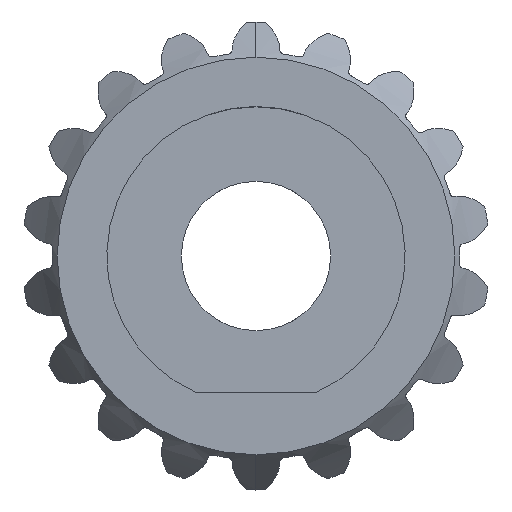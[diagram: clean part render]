
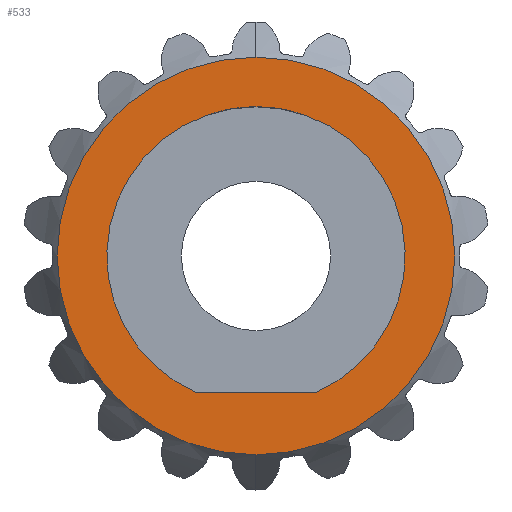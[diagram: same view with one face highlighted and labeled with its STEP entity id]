
A CAD part, left-side view. The second image highlights one B-rep face of the part: STEP entity #533.
In plain terms, the highlighted planar face has unit normal (-1, 0, 0).
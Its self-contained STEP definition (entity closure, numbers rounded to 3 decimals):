
#27 = EDGE_CURVE ( 'NONE', #1166, #3359, #6939, .T. ) ;
#127 = VERTEX_POINT ( 'NONE', #2984 ) ;
#533 = ADVANCED_FACE ( 'NONE', ( #2186, #1626 ), #6135, .F. ) ;
#839 = LINE ( 'NONE', #1625, #6808 ) ;
#848 = EDGE_CURVE ( 'NONE', #3035, #127, #2631, .T. ) ;
#1166 = VERTEX_POINT ( 'NONE', #3626 ) ;
#1308 = AXIS2_PLACEMENT_3D ( 'NONE', #6602, #3008, #1739 ) ;
#1625 = CARTESIAN_POINT ( 'NONE',  ( 0., -2.398, -5.5 ) ) ;
#1626 = FACE_OUTER_BOUND ( 'NONE', #6440, .T. ) ;
#1648 = DIRECTION ( 'NONE',  ( 0., 0., 1. ) ) ;
#1739 = DIRECTION ( 'NONE',  ( 0., 0., -1. ) ) ;
#2186 = FACE_BOUND ( 'NONE', #6971, .T. ) ;
#2303 = EDGE_CURVE ( 'NONE', #127, #3035, #3176, .T. ) ;
#2345 = EDGE_CURVE ( 'NONE', #1166, #3359, #839, .T. ) ;
#2427 = AXIS2_PLACEMENT_3D ( 'NONE', #7674, #4619, #1648 ) ;
#2568 = CARTESIAN_POINT ( 'NONE',  ( 0., 0., 0. ) ) ;
#2631 = CIRCLE ( 'NONE', #6063, 7.998 ) ;
#2984 = CARTESIAN_POINT ( 'NONE',  ( 0., 0., 7.998 ) ) ;
#3008 = DIRECTION ( 'NONE',  ( -1., 0., 0. ) ) ;
#3035 = VERTEX_POINT ( 'NONE', #5849 ) ;
#3099 = DIRECTION ( 'NONE',  ( 0., 0., -1. ) ) ;
#3176 = CIRCLE ( 'NONE', #2427, 7.998 ) ;
#3244 = CARTESIAN_POINT ( 'NONE',  ( 0., 0., 0. ) ) ;
#3359 = VERTEX_POINT ( 'NONE', #6785 ) ;
#3626 = CARTESIAN_POINT ( 'NONE',  ( 0., -2.398, -5.5 ) ) ;
#3781 = DIRECTION ( 'NONE',  ( 1., 0., 0. ) ) ;
#3850 = ORIENTED_EDGE ( 'NONE', *, *, #27, .F. ) ;
#4296 = AXIS2_PLACEMENT_3D ( 'NONE', #2568, #3781, #3099 ) ;
#4619 = DIRECTION ( 'NONE',  ( -1., 0., 0. ) ) ;
#5213 = ORIENTED_EDGE ( 'NONE', *, *, #2303, .T. ) ;
#5849 = CARTESIAN_POINT ( 'NONE',  ( 0., 0., -7.998 ) ) ;
#6063 = AXIS2_PLACEMENT_3D ( 'NONE', #3244, #6177, #7366 ) ;
#6135 = PLANE ( 'NONE',  #4296 ) ;
#6177 = DIRECTION ( 'NONE',  ( -1., 0., 0. ) ) ;
#6440 = EDGE_LOOP ( 'NONE', ( #7317, #5213 ) ) ;
#6496 = DIRECTION ( 'NONE',  ( 0., 1., 0. ) ) ;
#6602 = CARTESIAN_POINT ( 'NONE',  ( 0., 0., 0. ) ) ;
#6785 = CARTESIAN_POINT ( 'NONE',  ( 0., 2.398, -5.5 ) ) ;
#6808 = VECTOR ( 'NONE', #6496, 1000. ) ;
#6892 = ORIENTED_EDGE ( 'NONE', *, *, #2345, .T. ) ;
#6939 = CIRCLE ( 'NONE', #1308, 6. ) ;
#6971 = EDGE_LOOP ( 'NONE', ( #3850, #6892 ) ) ;
#7317 = ORIENTED_EDGE ( 'NONE', *, *, #848, .T. ) ;
#7366 = DIRECTION ( 'NONE',  ( 0., 0., 1. ) ) ;
#7674 = CARTESIAN_POINT ( 'NONE',  ( 0., 0., 0. ) ) ;
